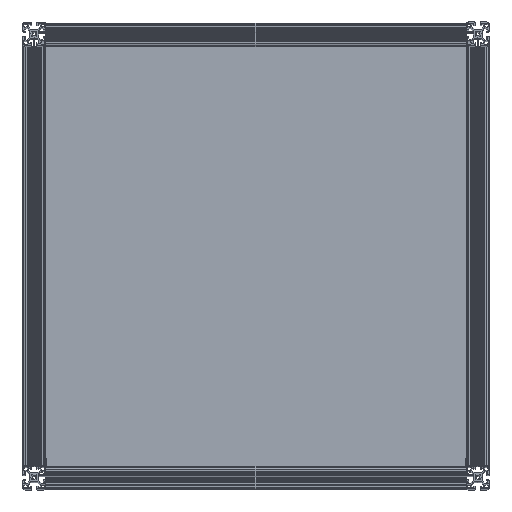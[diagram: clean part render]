
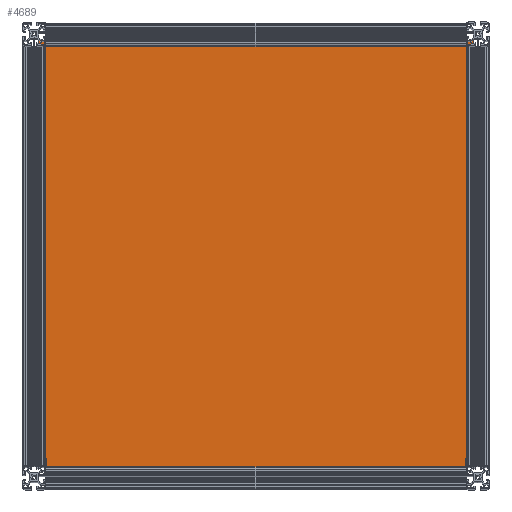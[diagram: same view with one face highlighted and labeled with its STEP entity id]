
A CAD part, top view. The second image highlights one B-rep face of the part: STEP entity #4689.
In plain terms, the highlighted face is planar.
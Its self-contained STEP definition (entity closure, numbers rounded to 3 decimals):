
#15 = CARTESIAN_POINT ( 'NONE',  ( 130.073, 0., -2. ) ) ;
#104 = EDGE_CURVE ( 'NONE', #4687, #7196, #9614, .T. ) ;
#340 = EDGE_CURVE ( 'NONE', #5323, #8373, #6188, .T. ) ;
#727 = DIRECTION ( 'NONE',  ( 0., -1., 0. ) ) ;
#792 = LINE ( 'NONE', #2463, #8488 ) ;
#810 = VECTOR ( 'NONE', #2681, 1000. ) ;
#1013 = DIRECTION ( 'NONE',  ( -1., 0., 0. ) ) ;
#1321 = CARTESIAN_POINT ( 'NONE',  ( -586.727, -472.927, -2. ) ) ;
#1620 = ORIENTED_EDGE ( 'NONE', *, *, #340, .T. ) ;
#1812 = EDGE_CURVE ( 'NONE', #9081, #1836, #6999, .T. ) ;
#1833 = VERTEX_POINT ( 'NONE', #6108 ) ;
#1836 = VERTEX_POINT ( 'NONE', #8752 ) ;
#1934 = ORIENTED_EDGE ( 'NONE', *, *, #11270, .F. ) ;
#2319 = CARTESIAN_POINT ( 'NONE',  ( 130.073, -472.927, -2. ) ) ;
#2429 = CARTESIAN_POINT ( 'NONE',  ( 144.073, -472.927, -2. ) ) ;
#2463 = CARTESIAN_POINT ( 'NONE',  ( 0., 243.873, -2. ) ) ;
#2547 = ORIENTED_EDGE ( 'NONE', *, *, #11229, .T. ) ;
#2615 = DIRECTION ( 'NONE',  ( 0., 0., 1. ) ) ;
#2681 = DIRECTION ( 'NONE',  ( -1., 0., 0. ) ) ;
#2775 = CARTESIAN_POINT ( 'NONE',  ( 0., -472.927, -2. ) ) ;
#2776 = CARTESIAN_POINT ( 'NONE',  ( -586.727, 257.873, -2. ) ) ;
#3080 = VERTEX_POINT ( 'NONE', #4921 ) ;
#3291 = EDGE_CURVE ( 'NONE', #10864, #5784, #8518, .T. ) ;
#3572 = PLANE ( 'NONE',  #4962 ) ;
#3788 = CARTESIAN_POINT ( 'NONE',  ( 130.073, -486.927, -2. ) ) ;
#3823 = VECTOR ( 'NONE', #4934, 1000. ) ;
#3847 = DIRECTION ( 'NONE',  ( 0., -1., 0. ) ) ;
#3897 = LINE ( 'NONE', #9232, #3823 ) ;
#3992 = VECTOR ( 'NONE', #8141, 1000. ) ;
#4151 = EDGE_CURVE ( 'NONE', #3080, #5784, #9757, .T. ) ;
#4214 = LINE ( 'NONE', #9850, #8081 ) ;
#4653 = CARTESIAN_POINT ( 'NONE',  ( -586.727, 0., -2. ) ) ;
#4687 = VERTEX_POINT ( 'NONE', #11253 ) ;
#4689 = ADVANCED_FACE ( 'NONE', ( #10192 ), #3572, .F. ) ;
#4921 = CARTESIAN_POINT ( 'NONE',  ( -600.727, 243.873, -2. ) ) ;
#4934 = DIRECTION ( 'NONE',  ( 0., 1., 0. ) ) ;
#4962 = AXIS2_PLACEMENT_3D ( 'NONE', #5132, #2615, #9423 ) ;
#5047 = LINE ( 'NONE', #4653, #5365 ) ;
#5077 = DIRECTION ( 'NONE',  ( 0., -1., 0. ) ) ;
#5132 = CARTESIAN_POINT ( 'NONE',  ( 0., 0., -2. ) ) ;
#5323 = VERTEX_POINT ( 'NONE', #2319 ) ;
#5365 = VECTOR ( 'NONE', #5520, 1000. ) ;
#5410 = ORIENTED_EDGE ( 'NONE', *, *, #11454, .T. ) ;
#5520 = DIRECTION ( 'NONE',  ( 0., 1., 0. ) ) ;
#5560 = EDGE_CURVE ( 'NONE', #3080, #9427, #7933, .T. ) ;
#5708 = ORIENTED_EDGE ( 'NONE', *, *, #6599, .T. ) ;
#5715 = VECTOR ( 'NONE', #8936, 1000. ) ;
#5784 = VERTEX_POINT ( 'NONE', #7650 ) ;
#6108 = CARTESIAN_POINT ( 'NONE',  ( -586.727, -486.927, -2. ) ) ;
#6109 = VECTOR ( 'NONE', #727, 1000. ) ;
#6188 = LINE ( 'NONE', #15, #6109 ) ;
#6196 = VECTOR ( 'NONE', #3847, 1000. ) ;
#6261 = ORIENTED_EDGE ( 'NONE', *, *, #104, .T. ) ;
#6599 = EDGE_CURVE ( 'NONE', #1833, #10864, #5047, .T. ) ;
#6979 = VECTOR ( 'NONE', #5077, 1000. ) ;
#6999 = LINE ( 'NONE', #10678, #6979 ) ;
#7196 = VERTEX_POINT ( 'NONE', #2429 ) ;
#7616 = CARTESIAN_POINT ( 'NONE',  ( 0., -472.927, -2. ) ) ;
#7650 = CARTESIAN_POINT ( 'NONE',  ( -600.727, -472.927, -2. ) ) ;
#7853 = CARTESIAN_POINT ( 'NONE',  ( 0., 243.873, -2. ) ) ;
#7916 = LINE ( 'NONE', #10148, #11526 ) ;
#7933 = LINE ( 'NONE', #7853, #3992 ) ;
#8081 = VECTOR ( 'NONE', #1013, 1000. ) ;
#8141 = DIRECTION ( 'NONE',  ( 1., 0., 0. ) ) ;
#8199 = EDGE_CURVE ( 'NONE', #7196, #5323, #8582, .T. ) ;
#8206 = CARTESIAN_POINT ( 'NONE',  ( -600.727, 257.873, -2. ) ) ;
#8373 = VERTEX_POINT ( 'NONE', #3788 ) ;
#8488 = VECTOR ( 'NONE', #10943, 1000. ) ;
#8518 = LINE ( 'NONE', #7616, #8651 ) ;
#8582 = LINE ( 'NONE', #2775, #810 ) ;
#8651 = VECTOR ( 'NONE', #9310, 1000. ) ;
#8705 = EDGE_LOOP ( 'NONE', ( #9214, #10530, #5410, #6261, #9859, #1620, #1934, #5708, #9920, #9740, #9810, #2547 ) ) ;
#8752 = CARTESIAN_POINT ( 'NONE',  ( 130.073, 243.873, -2. ) ) ;
#8928 = CARTESIAN_POINT ( 'NONE',  ( -586.727, 243.873, -2. ) ) ;
#8936 = DIRECTION ( 'NONE',  ( 0., -1., 0. ) ) ;
#9081 = VERTEX_POINT ( 'NONE', #10008 ) ;
#9214 = ORIENTED_EDGE ( 'NONE', *, *, #11377, .F. ) ;
#9232 = CARTESIAN_POINT ( 'NONE',  ( -586.727, 0., -2. ) ) ;
#9310 = DIRECTION ( 'NONE',  ( -1., 0., 0. ) ) ;
#9397 = VERTEX_POINT ( 'NONE', #2776 ) ;
#9423 = DIRECTION ( 'NONE',  ( 1., 0., 0. ) ) ;
#9427 = VERTEX_POINT ( 'NONE', #8928 ) ;
#9614 = LINE ( 'NONE', #9800, #5715 ) ;
#9740 = ORIENTED_EDGE ( 'NONE', *, *, #4151, .F. ) ;
#9757 = LINE ( 'NONE', #8206, #6196 ) ;
#9800 = CARTESIAN_POINT ( 'NONE',  ( 144.073, 257.873, -2. ) ) ;
#9810 = ORIENTED_EDGE ( 'NONE', *, *, #5560, .T. ) ;
#9850 = CARTESIAN_POINT ( 'NONE',  ( -600.727, 257.873, -2. ) ) ;
#9859 = ORIENTED_EDGE ( 'NONE', *, *, #8199, .T. ) ;
#9920 = ORIENTED_EDGE ( 'NONE', *, *, #3291, .T. ) ;
#10008 = CARTESIAN_POINT ( 'NONE',  ( 130.073, 257.873, -2. ) ) ;
#10148 = CARTESIAN_POINT ( 'NONE',  ( -600.727, -486.927, -2. ) ) ;
#10192 = FACE_OUTER_BOUND ( 'NONE', #8705, .T. ) ;
#10530 = ORIENTED_EDGE ( 'NONE', *, *, #1812, .T. ) ;
#10678 = CARTESIAN_POINT ( 'NONE',  ( 130.073, 0., -2. ) ) ;
#10864 = VERTEX_POINT ( 'NONE', #1321 ) ;
#10943 = DIRECTION ( 'NONE',  ( 1., 0., 0. ) ) ;
#11229 = EDGE_CURVE ( 'NONE', #9427, #9397, #3897, .T. ) ;
#11253 = CARTESIAN_POINT ( 'NONE',  ( 144.073, 243.873, -2. ) ) ;
#11270 = EDGE_CURVE ( 'NONE', #1833, #8373, #7916, .T. ) ;
#11280 = DIRECTION ( 'NONE',  ( 1., 0., 0. ) ) ;
#11377 = EDGE_CURVE ( 'NONE', #9081, #9397, #4214, .T. ) ;
#11454 = EDGE_CURVE ( 'NONE', #1836, #4687, #792, .T. ) ;
#11526 = VECTOR ( 'NONE', #11280, 1000. ) ;
